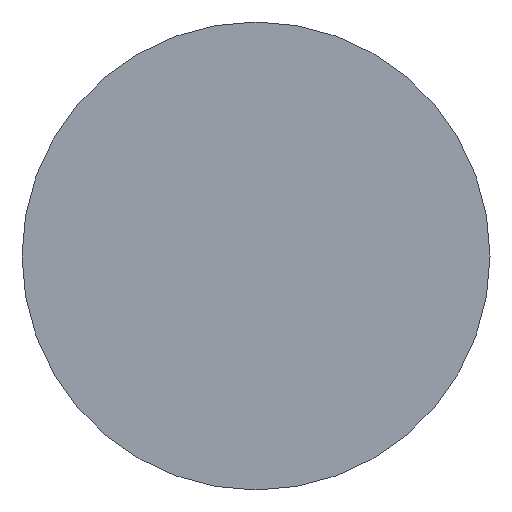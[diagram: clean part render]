
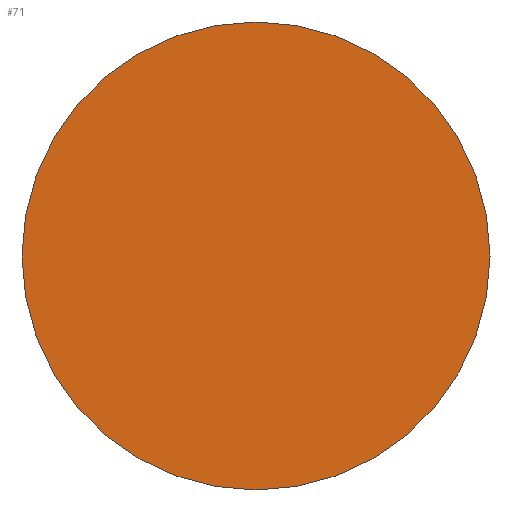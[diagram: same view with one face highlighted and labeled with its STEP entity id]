
A CAD part, front view. The second image highlights one B-rep face of the part: STEP entity #71.
In plain terms, the highlighted planar face has unit normal (0, -1, 0).
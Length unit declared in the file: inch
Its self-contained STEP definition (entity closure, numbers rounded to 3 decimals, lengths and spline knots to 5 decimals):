
#7 = FACE_OUTER_BOUND ( 'NONE', #202, .T. ) ;
#29 = EDGE_CURVE ( 'NONE', #417, #108, #345, .T. ) ;
#30 = CARTESIAN_POINT ( 'NONE',  ( 0., 0., 0. ) ) ;
#34 = CARTESIAN_POINT ( 'NONE',  ( 0., 0., 0. ) ) ;
#59 = DIRECTION ( 'NONE',  ( 0., 0., -1. ) ) ;
#67 = DIRECTION ( 'NONE',  ( 0., -1., 0. ) ) ;
#71 = ADVANCED_FACE ( 'NONE', ( #7 ), #429, .T. ) ;
#81 = DIRECTION ( 'NONE',  ( 0., 0., -1. ) ) ;
#93 = ORIENTED_EDGE ( 'NONE', *, *, #29, .T. ) ;
#108 = VERTEX_POINT ( 'NONE', #268 ) ;
#135 = AXIS2_PLACEMENT_3D ( 'NONE', #30, #381, #59 ) ;
#202 = EDGE_LOOP ( 'NONE', ( #93, #266 ) ) ;
#205 = AXIS2_PLACEMENT_3D ( 'NONE', #34, #67, #307 ) ;
#223 = EDGE_CURVE ( 'NONE', #108, #417, #355, .T. ) ;
#253 = DIRECTION ( 'NONE',  ( 0., -1., 0. ) ) ;
#256 = CARTESIAN_POINT ( 'NONE',  ( 0., 0., 0. ) ) ;
#266 = ORIENTED_EDGE ( 'NONE', *, *, #223, .T. ) ;
#268 = CARTESIAN_POINT ( 'NONE',  ( 0., 0., 0.15625 ) ) ;
#271 = AXIS2_PLACEMENT_3D ( 'NONE', #256, #253, #81 ) ;
#307 = DIRECTION ( 'NONE',  ( 0., 0., -1. ) ) ;
#345 = CIRCLE ( 'NONE', #205, 0.15625 ) ;
#355 = CIRCLE ( 'NONE', #135, 0.15625 ) ;
#364 = CARTESIAN_POINT ( 'NONE',  ( 0., 0., -0.15625 ) ) ;
#381 = DIRECTION ( 'NONE',  ( 0., -1., 0. ) ) ;
#417 = VERTEX_POINT ( 'NONE', #364 ) ;
#429 = PLANE ( 'NONE',  #271 ) ;
